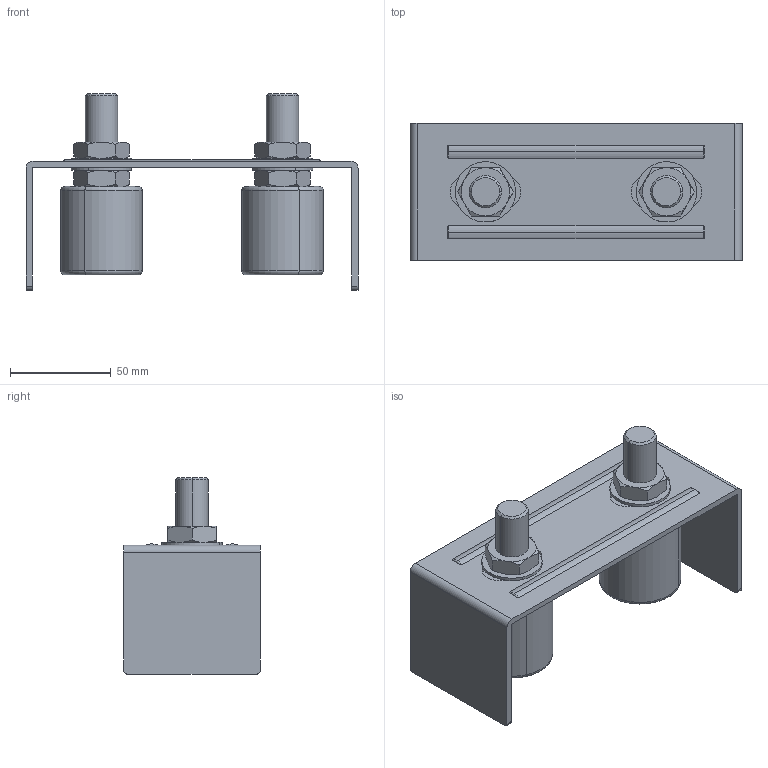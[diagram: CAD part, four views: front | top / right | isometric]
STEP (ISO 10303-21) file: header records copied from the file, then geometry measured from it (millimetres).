
FILE_DESCRIPTION (( 'STEP AP214' ), '1' );
FILE_NAME ('H_12-2.STEP', '2021-08-25T15:08:26', ( '' ), ( '' ), 'SwSTEP 2.0', 'SolidWorks 2019', '' );
FILE_SCHEMA (( 'AUTOMOTIVE_DESIGN' ));
Length unit declared in the file: millimetre
Products named in the file (6): Podl M16; DIN 4035 M16; H-12-2 P1; H_12-2; H-12-2 P2; DIN 7984 M16x85
Assembly tree (13 placements, depth 2):
  H_12-2
    H-12-2 P1
    DIN 7984 M16x85  x2
    H-12-2 P2  x2
    Podl M16  x4
    DIN 4035 M16  x4
Bounding box: 165 x 68 x 97.5 mm (x, y, z)
Volume: 197922.3 mm3; surface area: 81694.5 mm2
Topology: 13 solids, 13 shells, 256 faces, 594 edges, 376 vertices
Faces by surface type: plane 82, cone 80, cylinder 70, torus 24
Entity records: 4266 total; most frequent: CARTESIAN_POINT 1078, DIRECTION 624, ORIENTED_EDGE 608, EDGE_CURVE 304, AXIS2_PLACEMENT_3D 254, VERTEX_POINT 204, EDGE_LOOP 136, CIRCLE 120
